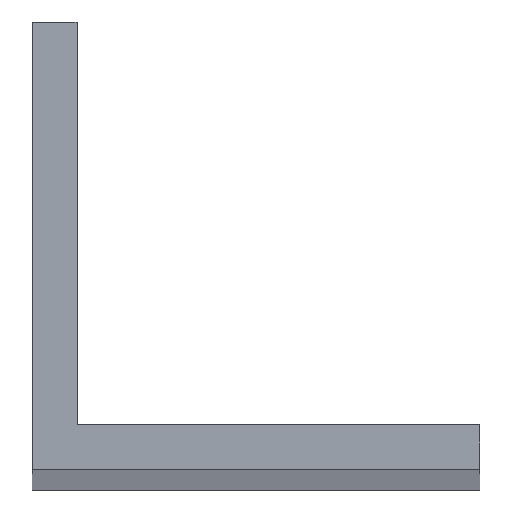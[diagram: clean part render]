
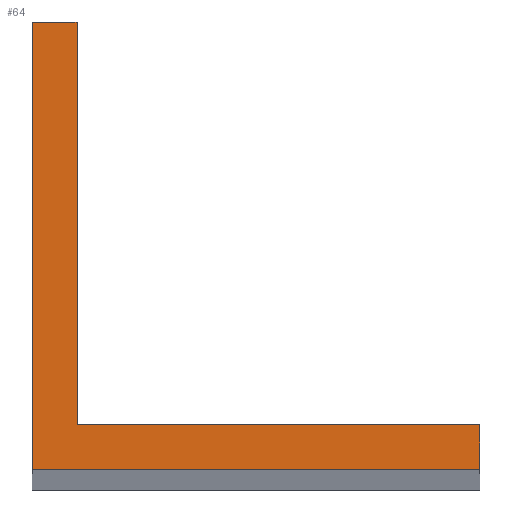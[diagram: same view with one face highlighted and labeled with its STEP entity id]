
A CAD part, top view. The second image highlights one B-rep face of the part: STEP entity #64.
In plain terms, the highlighted planar face has unit normal (0, 0, 1).
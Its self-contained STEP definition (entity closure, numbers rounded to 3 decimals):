
#17 = ORIENTED_EDGE ( 'NONE', *, *, #286, .T. ) ;
#18 = LINE ( 'NONE', #171, #271 ) ;
#25 = DIRECTION ( 'NONE',  ( -1., 0., 0. ) ) ;
#30 = ORIENTED_EDGE ( 'NONE', *, *, #141, .T. ) ;
#41 = EDGE_CURVE ( 'NONE', #83, #63, #168, .T. ) ;
#42 = CARTESIAN_POINT ( 'NONE',  ( 3.8, 3.8, 1000. ) ) ;
#45 = CARTESIAN_POINT ( 'NONE',  ( 3.8, 3.8, 1000. ) ) ;
#51 = VECTOR ( 'NONE', #268, 1000. ) ;
#57 = LINE ( 'NONE', #102, #128 ) ;
#62 = DIRECTION ( 'NONE',  ( 0., 1., 0. ) ) ;
#63 = VERTEX_POINT ( 'NONE', #45 ) ;
#64 = ADVANCED_FACE ( 'NONE', ( #212 ), #194, .T. ) ;
#66 = VERTEX_POINT ( 'NONE', #227 ) ;
#69 = CARTESIAN_POINT ( 'NONE',  ( 0., 0., 1000. ) ) ;
#78 = CARTESIAN_POINT ( 'NONE',  ( 0., 0., 1000. ) ) ;
#83 = VERTEX_POINT ( 'NONE', #125 ) ;
#86 = CARTESIAN_POINT ( 'NONE',  ( 38., 0., 1000. ) ) ;
#92 = VECTOR ( 'NONE', #25, 1000. ) ;
#102 = CARTESIAN_POINT ( 'NONE',  ( 0., 38., 1000. ) ) ;
#109 = EDGE_LOOP ( 'NONE', ( #265, #17, #112, #30, #208, #183 ) ) ;
#112 = ORIENTED_EDGE ( 'NONE', *, *, #261, .T. ) ;
#125 = CARTESIAN_POINT ( 'NONE',  ( 38., 3.8, 1000. ) ) ;
#128 = VECTOR ( 'NONE', #290, 1000. ) ;
#134 = LINE ( 'NONE', #220, #51 ) ;
#139 = DIRECTION ( 'NONE',  ( 1., 0., 0. ) ) ;
#141 = EDGE_CURVE ( 'NONE', #217, #83, #175, .T. ) ;
#159 = VERTEX_POINT ( 'NONE', #78 ) ;
#162 = DIRECTION ( 'NONE',  ( 0., 0., 1. ) ) ;
#168 = LINE ( 'NONE', #249, #92 ) ;
#171 = CARTESIAN_POINT ( 'NONE',  ( 0., 0., 1000. ) ) ;
#174 = VECTOR ( 'NONE', #224, 1000. ) ;
#175 = LINE ( 'NONE', #86, #301 ) ;
#183 = ORIENTED_EDGE ( 'NONE', *, *, #259, .T. ) ;
#194 = PLANE ( 'NONE',  #197 ) ;
#197 = AXIS2_PLACEMENT_3D ( 'NONE', #69, #162, #139 ) ;
#200 = CARTESIAN_POINT ( 'NONE',  ( 38., 0., 1000. ) ) ;
#208 = ORIENTED_EDGE ( 'NONE', *, *, #41, .T. ) ;
#212 = FACE_OUTER_BOUND ( 'NONE', #109, .T. ) ;
#217 = VERTEX_POINT ( 'NONE', #200 ) ;
#220 = CARTESIAN_POINT ( 'NONE',  ( 3.8, 38., 1000. ) ) ;
#224 = DIRECTION ( 'NONE',  ( 0., 1., 0. ) ) ;
#227 = CARTESIAN_POINT ( 'NONE',  ( 3.8, 38., 1000. ) ) ;
#239 = DIRECTION ( 'NONE',  ( 1., 0., 0. ) ) ;
#246 = LINE ( 'NONE', #42, #174 ) ;
#249 = CARTESIAN_POINT ( 'NONE',  ( 38., 3.8, 1000. ) ) ;
#259 = EDGE_CURVE ( 'NONE', #63, #66, #246, .T. ) ;
#261 = EDGE_CURVE ( 'NONE', #159, #217, #18, .T. ) ;
#265 = ORIENTED_EDGE ( 'NONE', *, *, #278, .T. ) ;
#268 = DIRECTION ( 'NONE',  ( -1., 0., 0. ) ) ;
#269 = CARTESIAN_POINT ( 'NONE',  ( 0., 38., 1000. ) ) ;
#271 = VECTOR ( 'NONE', #239, 1000. ) ;
#278 = EDGE_CURVE ( 'NONE', #66, #294, #134, .T. ) ;
#286 = EDGE_CURVE ( 'NONE', #294, #159, #57, .T. ) ;
#290 = DIRECTION ( 'NONE',  ( 0., -1., 0. ) ) ;
#294 = VERTEX_POINT ( 'NONE', #269 ) ;
#301 = VECTOR ( 'NONE', #62, 1000. ) ;
